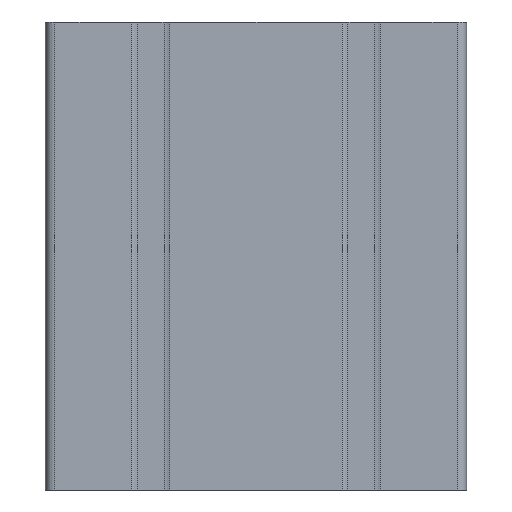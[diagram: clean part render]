
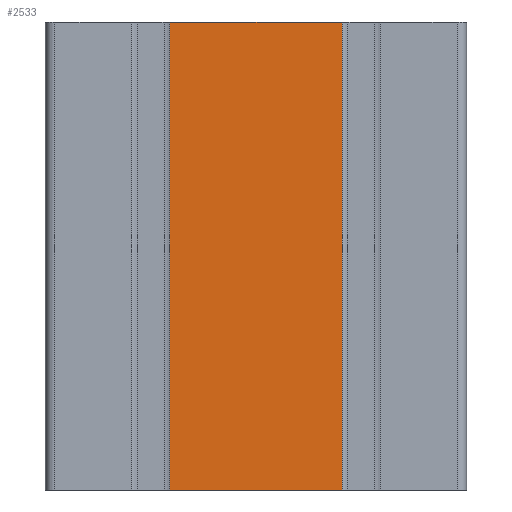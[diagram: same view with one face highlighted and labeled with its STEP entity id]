
A CAD part, front view. The second image highlights one B-rep face of the part: STEP entity #2533.
In plain terms, the highlighted planar face has unit normal (0, -1, 0).
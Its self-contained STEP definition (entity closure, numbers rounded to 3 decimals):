
#745=CARTESIAN_POINT('',(18.4,-22.5,0.0));
#746=VERTEX_POINT('',#745);
#753=CARTESIAN_POINT('',(-18.4,-22.5,0.0));
#754=VERTEX_POINT('',#753);
#755=CARTESIAN_POINT('',(18.4,-22.5,0.0));
#756=DIRECTION('',(-1.0,0.0,0.0));
#757=VECTOR('',#756,36.8);
#758=LINE('',#755,#757);
#759=EDGE_CURVE('',#746,#754,#758,.T.);
#2452=CARTESIAN_POINT('',(18.4,-22.5,100.0));
#2453=VERTEX_POINT('',#2452);
#2460=CARTESIAN_POINT('',(18.4,-22.5,0.0));
#2461=DIRECTION('',(0.0,0.0,1.0));
#2462=VECTOR('',#2461,100.0);
#2463=LINE('',#2460,#2462);
#2464=EDGE_CURVE('',#746,#2453,#2463,.T.);
#2510=CARTESIAN_POINT('',(-26.6,-22.5,0.0));
#2511=DIRECTION('',(0.0,-1.0,0.0));
#2512=DIRECTION('',(0.0,0.0,-1.0));
#2513=AXIS2_PLACEMENT_3D('',#2510,#2511,#2512);
#2514=PLANE('',#2513);
#2515=ORIENTED_EDGE('',*,*,#2464,.T.);
#2516=CARTESIAN_POINT('',(-18.4,-22.5,100.0));
#2517=VERTEX_POINT('',#2516);
#2518=CARTESIAN_POINT('',(18.4,-22.5,100.0));
#2519=DIRECTION('',(-1.0,0.0,0.0));
#2520=VECTOR('',#2519,36.8);
#2521=LINE('',#2518,#2520);
#2522=EDGE_CURVE('',#2453,#2517,#2521,.T.);
#2523=ORIENTED_EDGE('',*,*,#2522,.T.);
#2524=CARTESIAN_POINT('',(-18.4,-22.5,100.0));
#2525=DIRECTION('',(0.0,0.0,-1.0));
#2526=VECTOR('',#2525,100.0);
#2527=LINE('',#2524,#2526);
#2528=EDGE_CURVE('',#2517,#754,#2527,.T.);
#2529=ORIENTED_EDGE('',*,*,#2528,.T.);
#2530=ORIENTED_EDGE('',*,*,#759,.F.);
#2531=EDGE_LOOP('',(#2515,#2523,#2529,#2530));
#2532=FACE_OUTER_BOUND('',#2531,.T.);
#2533=ADVANCED_FACE('',(#2532),#2514,.T.);
